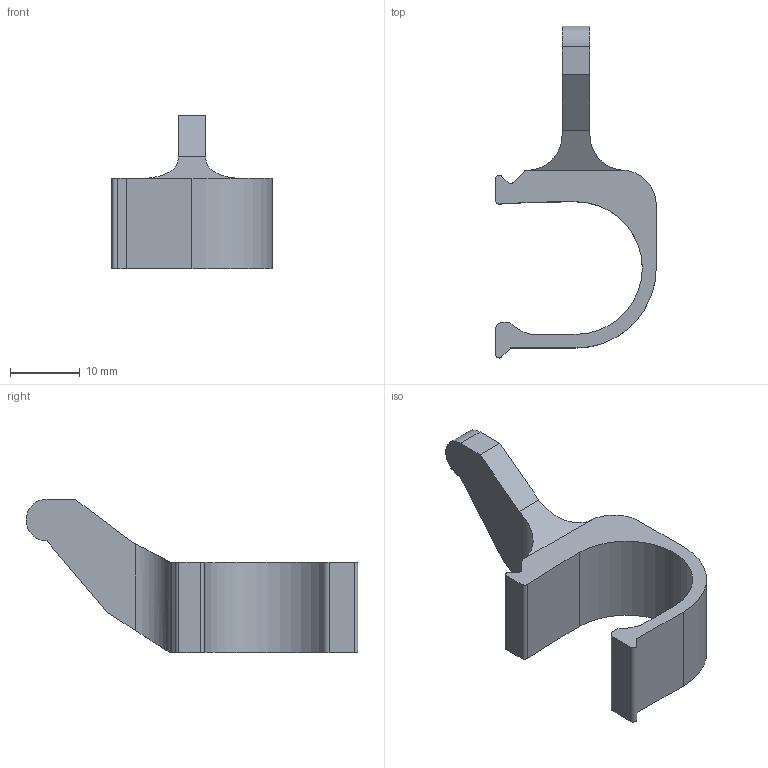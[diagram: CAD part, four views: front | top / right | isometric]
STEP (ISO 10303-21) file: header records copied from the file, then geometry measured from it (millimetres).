
FILE_DESCRIPTION(/* description */ (''),/* implementation_level */ '2;1');
FILE_NAME(/* name */ 'Medial22x19.ipt.stp',/* time_stamp */ '2021-06-20T10:01:59-05:00',/* author */ ('svale'),/* organization */ (''),/* preprocessor_version */ 'ST-DEVELOPER v18.1',/* originating_system */ 'Autodesk Inventor 2021',/* authorisation */ '');
FILE_SCHEMA (('AUTOMOTIVE_DESIGN { 1 0 10303 214 3 1 1 }'));
Length unit declared in the file: millimetre
Products named in the file (1): Medial22x19
Bounding box: 23 x 47.55 x 22.05 mm (x, y, z)
Volume: 3547.8 mm3; surface area: 2617.2 mm2
Topology: 1 solids, 1 shells, 33 faces, 91 edges, 60 vertices
Faces by surface type: plane 19, cylinder 14
Entity records: 1100 total; most frequent: DIRECTION 189, CARTESIAN_POINT 185, ORIENTED_EDGE 182, EDGE_CURVE 91, AXIS2_PLACEMENT_3D 64, LINE 61, VECTOR 61, VERTEX_POINT 60
